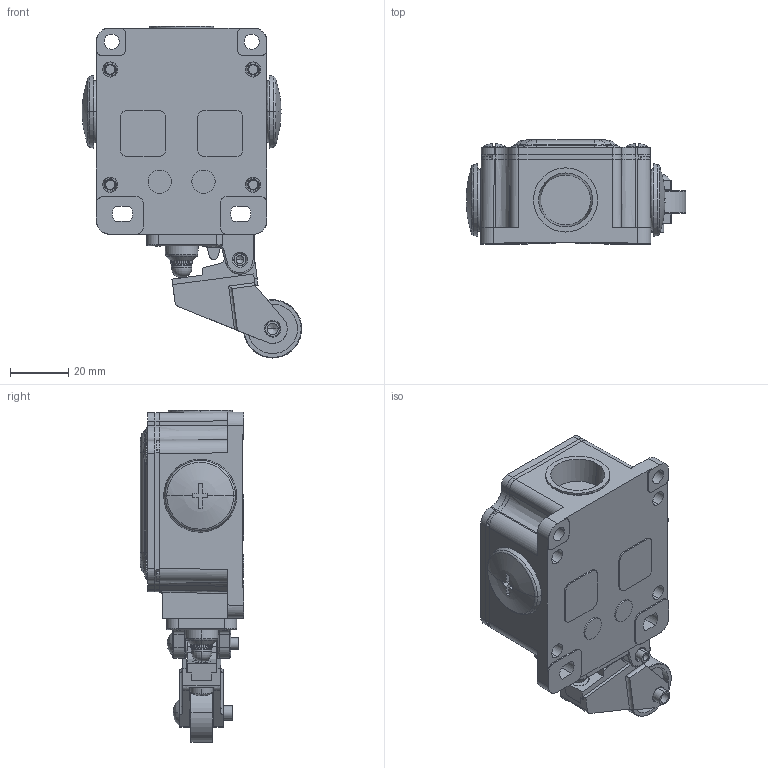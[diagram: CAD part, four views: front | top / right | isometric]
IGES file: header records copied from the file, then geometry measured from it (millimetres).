
Start section:  PTC IGES file: sn2-dgkw_sw0001.igs
Global section: file name: sn2-dgkw_sw0001.igs; native system: Pro/ENGINEER by Parametric Technology Corporation; preprocessor: 2003060; author: T.Bergmann; organization: Unknown; date: 050404.121908; units: millimetre
Bounding box: 75.28 x 35.6 x 113.84 mm (x, y, z)
Surface area: 34288.9 mm2 (no closed solid volume)
Topology: 0 solids, 0 shells, 986 faces, 5056 edges, 5017 vertices
Faces by surface type: bspline 579, revolution 403, extrusion 4
